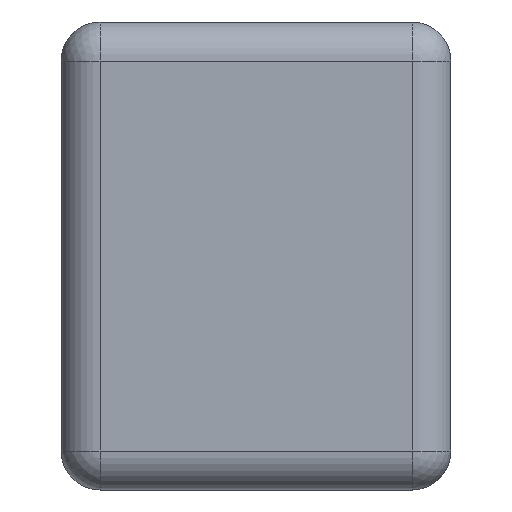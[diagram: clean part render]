
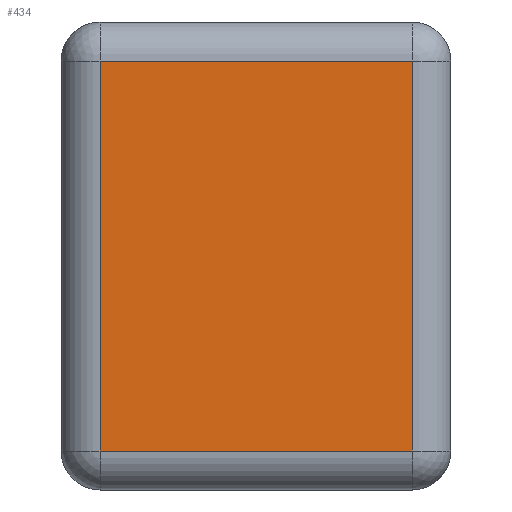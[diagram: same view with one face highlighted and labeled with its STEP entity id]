
A CAD part, front view. The second image highlights one B-rep face of the part: STEP entity #434.
In plain terms, the highlighted planar face has unit normal (0, -1, 0).
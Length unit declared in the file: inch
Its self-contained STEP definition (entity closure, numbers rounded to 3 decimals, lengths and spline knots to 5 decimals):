
#27=PLANE('',#491);
#60=FACE_OUTER_BOUND('',#91,.T.);
#91=EDGE_LOOP('',(#363,#364,#365,#366));
#108=LINE('',#661,#136);
#127=LINE('',#738,#155);
#131=LINE('',#753,#159);
#132=LINE('',#755,#160);
#136=VECTOR('',#513,1.5748);
#155=VECTOR('',#596,1.5748);
#159=VECTOR('',#622,1.9685);
#160=VECTOR('',#625,1.9685);
#193=VERTEX_POINT('',#654);
#196=VERTEX_POINT('',#659);
#221=VERTEX_POINT('',#735);
#222=VERTEX_POINT('',#737);
#230=EDGE_CURVE('',#196,#193,#108,.T.);
#268=EDGE_CURVE('',#221,#222,#127,.T.);
#277=EDGE_CURVE('',#222,#196,#131,.T.);
#278=EDGE_CURVE('',#193,#221,#132,.T.);
#363=ORIENTED_EDGE('',*,*,#230,.F.);
#364=ORIENTED_EDGE('',*,*,#277,.F.);
#365=ORIENTED_EDGE('',*,*,#268,.F.);
#366=ORIENTED_EDGE('',*,*,#278,.F.);
#434=ADVANCED_FACE('',(#60),#27,.T.);
#491=AXIS2_PLACEMENT_3D('',#754,#623,#624);
#513=DIRECTION('',(-1.,0.,0.));
#596=DIRECTION('',(1.,0.,0.));
#622=DIRECTION('',(0.,0.,-1.));
#623=DIRECTION('center_axis',(0.,-1.,0.));
#624=DIRECTION('ref_axis',(0.,0.,-1.));
#625=DIRECTION('',(0.,0.,1.));
#654=CARTESIAN_POINT('',(0.19685,0.,0.19685));
#659=CARTESIAN_POINT('',(1.77165,0.,0.19685));
#661=CARTESIAN_POINT('',(0.,0.,0.19685));
#735=CARTESIAN_POINT('',(0.19685,0.,2.16535));
#737=CARTESIAN_POINT('',(1.77165,0.,2.16535));
#738=CARTESIAN_POINT('',(0.,0.,2.16535));
#753=CARTESIAN_POINT('',(1.77165,0.,1.77165));
#754=CARTESIAN_POINT('Origin',(0.,0.,2.3622));
#755=CARTESIAN_POINT('',(0.19685,0.,1.77165));
